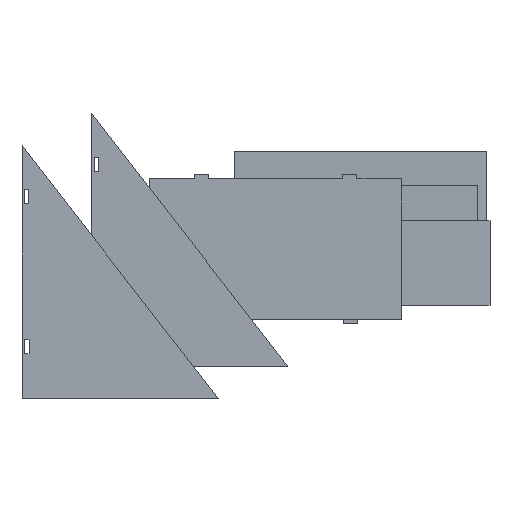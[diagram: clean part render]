
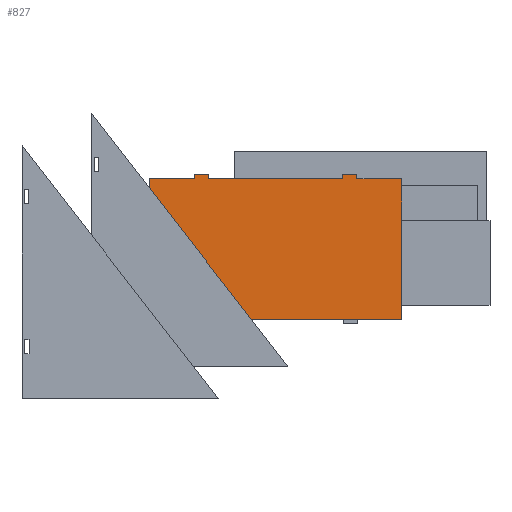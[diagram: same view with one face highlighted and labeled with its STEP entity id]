
A CAD part, top view. The second image highlights one B-rep face of the part: STEP entity #827.
In plain terms, the highlighted planar face has unit normal (0, 0, 1).
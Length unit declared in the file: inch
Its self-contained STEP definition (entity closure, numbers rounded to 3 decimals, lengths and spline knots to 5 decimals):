
#93=FACE_OUTER_BOUND('',#142,.T.);
#142=EDGE_LOOP('',(#679,#680,#681,#682,#683,#684,#685,#686,#687,#688,#689,
#690));
#202=LINE('',#1290,#307);
#206=LINE('',#1299,#311);
#212=LINE('',#1311,#317);
#214=LINE('',#1316,#319);
#217=LINE('',#1322,#322);
#220=LINE('',#1326,#325);
#222=LINE('',#1331,#327);
#225=LINE('',#1337,#330);
#228=LINE('',#1341,#333);
#230=LINE('',#1346,#335);
#233=LINE('',#1352,#338);
#236=LINE('',#1356,#341);
#307=VECTOR('',#1065,0.3937);
#311=VECTOR('',#1071,0.3937);
#317=VECTOR('',#1079,0.3937);
#319=VECTOR('',#1083,0.3937);
#322=VECTOR('',#1088,0.3937);
#325=VECTOR('',#1093,0.3937);
#327=VECTOR('',#1097,0.3937);
#330=VECTOR('',#1102,0.3937);
#333=VECTOR('',#1107,0.3937);
#335=VECTOR('',#1111,0.3937);
#338=VECTOR('',#1116,0.3937);
#341=VECTOR('',#1121,0.3937);
#397=VERTEX_POINT('',#1287);
#398=VERTEX_POINT('',#1289);
#401=VERTEX_POINT('',#1296);
#402=VERTEX_POINT('',#1298);
#405=VERTEX_POINT('',#1305);
#407=VERTEX_POINT('',#1309);
#409=VERTEX_POINT('',#1315);
#411=VERTEX_POINT('',#1321);
#413=VERTEX_POINT('',#1330);
#415=VERTEX_POINT('',#1336);
#417=VERTEX_POINT('',#1345);
#419=VERTEX_POINT('',#1351);
#482=EDGE_CURVE('',#398,#397,#202,.T.);
#486=EDGE_CURVE('',#402,#401,#206,.T.);
#492=EDGE_CURVE('',#405,#407,#212,.T.);
#494=EDGE_CURVE('',#409,#398,#214,.T.);
#497=EDGE_CURVE('',#411,#409,#217,.T.);
#500=EDGE_CURVE('',#407,#411,#220,.T.);
#502=EDGE_CURVE('',#413,#402,#222,.T.);
#505=EDGE_CURVE('',#415,#413,#225,.T.);
#508=EDGE_CURVE('',#397,#415,#228,.T.);
#510=EDGE_CURVE('',#417,#405,#230,.T.);
#513=EDGE_CURVE('',#419,#417,#233,.T.);
#516=EDGE_CURVE('',#401,#419,#236,.T.);
#679=ORIENTED_EDGE('',*,*,#516,.T.);
#680=ORIENTED_EDGE('',*,*,#513,.T.);
#681=ORIENTED_EDGE('',*,*,#510,.T.);
#682=ORIENTED_EDGE('',*,*,#492,.T.);
#683=ORIENTED_EDGE('',*,*,#500,.T.);
#684=ORIENTED_EDGE('',*,*,#497,.T.);
#685=ORIENTED_EDGE('',*,*,#494,.T.);
#686=ORIENTED_EDGE('',*,*,#482,.T.);
#687=ORIENTED_EDGE('',*,*,#508,.T.);
#688=ORIENTED_EDGE('',*,*,#505,.T.);
#689=ORIENTED_EDGE('',*,*,#502,.T.);
#690=ORIENTED_EDGE('',*,*,#486,.T.);
#782=PLANE('',#952);
#827=ADVANCED_FACE('',(#93),#782,.T.);
#952=AXIS2_PLACEMENT_3D('',#1357,#1122,#1123);
#1065=DIRECTION('',(-1.,0.,0.));
#1071=DIRECTION('',(-1.,0.,0.));
#1079=DIRECTION('',(-1.,0.,0.));
#1083=DIRECTION('',(0.,1.,0.));
#1088=DIRECTION('',(1.,0.,0.));
#1093=DIRECTION('',(0.,-1.,0.));
#1097=DIRECTION('',(0.,-1.,0.));
#1102=DIRECTION('',(-1.,0.,0.));
#1107=DIRECTION('',(0.,1.,0.));
#1111=DIRECTION('',(0.,-1.,0.));
#1116=DIRECTION('',(-1.,0.,0.));
#1121=DIRECTION('',(0.,1.,0.));
#1122=DIRECTION('center_axis',(0.,0.,1.));
#1123=DIRECTION('ref_axis',(1.,0.,0.));
#1287=CARTESIAN_POINT('',(29.12658,20.49359,0.59055));
#1289=CARTESIAN_POINT('',(35.41858,20.49359,0.59055));
#1290=CARTESIAN_POINT('',(35.41858,20.49359,0.59055));
#1296=CARTESIAN_POINT('',(8.32698,20.49359,0.59055));
#1298=CARTESIAN_POINT('',(27.15808,20.49359,0.59055));
#1299=CARTESIAN_POINT('',(35.41858,20.49359,0.59055));
#1305=CARTESIAN_POINT('',(6.35848,20.49359,0.59055));
#1309=CARTESIAN_POINT('',(0.01858,20.49359,0.59055));
#1311=CARTESIAN_POINT('',(35.41858,20.49359,0.59055));
#1315=CARTESIAN_POINT('',(35.41858,0.80859,0.59055));
#1316=CARTESIAN_POINT('',(35.41858,0.80859,0.59055));
#1321=CARTESIAN_POINT('',(0.01858,0.80859,0.59055));
#1322=CARTESIAN_POINT('',(0.01858,0.80859,0.59055));
#1326=CARTESIAN_POINT('',(0.01858,20.49359,0.59055));
#1330=CARTESIAN_POINT('',(27.15808,21.08414,0.59055));
#1331=CARTESIAN_POINT('',(27.15808,21.08414,0.59055));
#1336=CARTESIAN_POINT('',(29.12658,21.08414,0.59055));
#1337=CARTESIAN_POINT('',(29.12658,21.08414,0.59055));
#1341=CARTESIAN_POINT('',(29.12658,20.49359,0.59055));
#1345=CARTESIAN_POINT('',(6.35848,21.08414,0.59055));
#1346=CARTESIAN_POINT('',(6.35848,21.08414,0.59055));
#1351=CARTESIAN_POINT('',(8.32698,21.08414,0.59055));
#1352=CARTESIAN_POINT('',(8.32698,21.08414,0.59055));
#1356=CARTESIAN_POINT('',(8.32698,20.49359,0.59055));
#1357=CARTESIAN_POINT('Origin',(7.34273,20.78886,0.59055));
